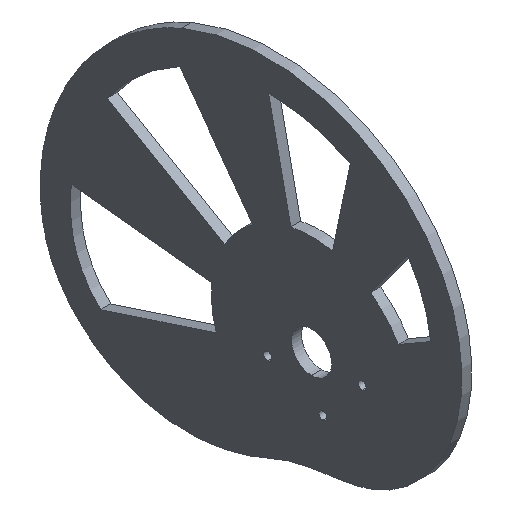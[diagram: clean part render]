
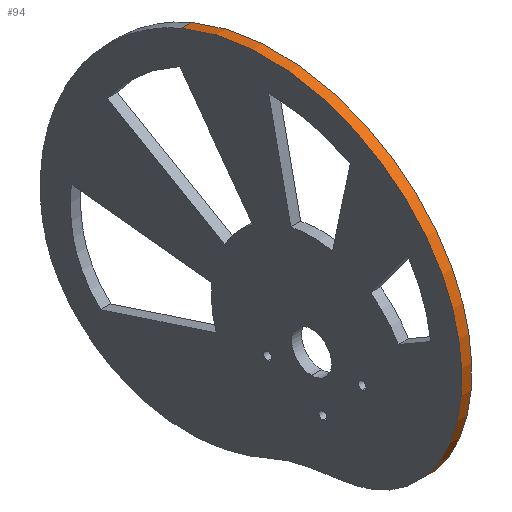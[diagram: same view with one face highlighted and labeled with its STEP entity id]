
A CAD part, isometric view. The second image highlights one B-rep face of the part: STEP entity #94.
In plain terms, the highlighted free-form (B-spline) face has degree [3, 1] with [10, 2] control points.
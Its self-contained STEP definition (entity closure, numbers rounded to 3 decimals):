
#35 = CARTESIAN_POINT ( 'NONE',  ( 0., -102.858, 137.313 ) ) ;
#39 = CARTESIAN_POINT ( 'NONE',  ( 5., -102.858, 137.313 ) ) ;
#45 = ORIENTED_EDGE ( 'NONE', *, *, #845, .F. ) ;
#51 = CARTESIAN_POINT ( 'NONE',  ( 5., -237.516, 101.193 ) ) ;
#66 = CARTESIAN_POINT ( 'NONE',  ( 0., -199.586, -16.74 ) ) ;
#68 = CARTESIAN_POINT ( 'NONE',  ( 5., -102.858, 137.313 ) ) ;
#69 = CARTESIAN_POINT ( 'NONE',  ( 5., -199.586, -16.74 ) ) ;
#74 = CARTESIAN_POINT ( 'NONE',  ( 5., -246.447, 47.293 ) ) ;
#86 = CARTESIAN_POINT ( 'NONE',  ( 0., -102.858, 137.313 ) ) ;
#91 = VERTEX_POINT ( 'NONE', #923 ) ;
#94 = ADVANCED_FACE ( 'NONE', ( #307 ), #224, .F. ) ;
#137 = CARTESIAN_POINT ( 'NONE',  ( 5., -108.652, 139.802 ) ) ;
#144 = CARTESIAN_POINT ( 'NONE',  ( 0., -136.637, 149.096 ) ) ;
#163 = EDGE_CURVE ( 'NONE', #522, #174, #685, .T. ) ;
#174 = VERTEX_POINT ( 'NONE', #86 ) ;
#219 = CARTESIAN_POINT ( 'NONE',  ( 0., -189.325, 144.546 ) ) ;
#223 = CARTESIAN_POINT ( 'NONE',  ( 5., -229.845, 5.888 ) ) ;
#224 = B_SPLINE_SURFACE_WITH_KNOTS ( 'NONE', 3, 1, ( 
 ( #39, #35 ),
 ( #137, #388 ),
 ( #1121, #144 ),
 ( #654, #219 ),
 ( #51, #750 ),
 ( #1019, #734 ),
 ( #223, #742 ),
 ( #1089, #746 ),
 ( #403, #230 ),
 ( #324, #929 ) ),
 .UNSPECIFIED., .F., .F., .F.,
 ( 4, 1, 1, 1, 1, 1, 1, 4 ),
 ( 2, 2 ),
 ( 0.5, 0.531, 0.642, 0.741, 0.825, 0.894, 0.951, 1. ),
 ( 0., 1. ),
 .UNSPECIFIED. ) ;
#230 = CARTESIAN_POINT ( 'NONE',  ( 0., -177.666, -18.413 ) ) ;
#235 = CARTESIAN_POINT ( 'NONE',  ( 0., -246.447, 47.293 ) ) ;
#238 = CARTESIAN_POINT ( 'NONE',  ( 5., -167.691, -19.985 ) ) ;
#245 = CARTESIAN_POINT ( 'NONE',  ( 5., -108.652, 139.802 ) ) ;
#259 = CARTESIAN_POINT ( 'NONE',  ( 5., -229.845, 5.888 ) ) ;
#307 = FACE_OUTER_BOUND ( 'NONE', #837, .T. ) ;
#316 = VECTOR ( 'NONE', #1042, 1000. ) ;
#324 = CARTESIAN_POINT ( 'NONE',  ( 5., -167.691, -19.985 ) ) ;
#334 = CARTESIAN_POINT ( 'NONE',  ( 0., -189.325, 144.546 ) ) ;
#388 = CARTESIAN_POINT ( 'NONE',  ( 0., -108.652, 139.802 ) ) ;
#403 = CARTESIAN_POINT ( 'NONE',  ( 5., -177.666, -18.413 ) ) ;
#427 = CARTESIAN_POINT ( 'NONE',  ( 0., -136.637, 149.096 ) ) ;
#495 = CARTESIAN_POINT ( 'NONE',  ( 5., -237.516, 101.193 ) ) ;
#509 = CARTESIAN_POINT ( 'NONE',  ( 5., -136.637, 149.096 ) ) ;
#522 = VERTEX_POINT ( 'NONE', #1070 ) ;
#578 = CARTESIAN_POINT ( 'NONE',  ( 0., -108.652, 139.802 ) ) ;
#586 = B_SPLINE_CURVE_WITH_KNOTS ( 'NONE', 3,
 ( #607, #245, #509, #675, #495, #74, #259, #69, #843, #1043 ),
 .UNSPECIFIED., .F., .F.,
 ( 4, 1, 1, 1, 1, 1, 1, 4 ),
 ( 0.5, 0.531, 0.642, 0.741, 0.825, 0.894, 0.951, 1. ),
 .UNSPECIFIED. ) ;
#601 = B_SPLINE_CURVE_WITH_KNOTS ( 'NONE', 3,
 ( #1025, #578, #427, #334, #952, #235, #678, #66, #859, #865 ),
 .UNSPECIFIED., .F., .F.,
 ( 4, 1, 1, 1, 1, 1, 1, 4 ),
 ( 0.5, 0.531, 0.642, 0.741, 0.825, 0.894, 0.951, 1. ),
 .UNSPECIFIED. ) ;
#607 = CARTESIAN_POINT ( 'NONE',  ( 5., -102.858, 137.313 ) ) ;
#637 = EDGE_CURVE ( 'NONE', #174, #91, #601, .T. ) ;
#654 = CARTESIAN_POINT ( 'NONE',  ( 5., -189.325, 144.546 ) ) ;
#675 = CARTESIAN_POINT ( 'NONE',  ( 5., -189.325, 144.546 ) ) ;
#678 = CARTESIAN_POINT ( 'NONE',  ( 0., -229.845, 5.888 ) ) ;
#685 = LINE ( 'NONE', #68, #316 ) ;
#734 = CARTESIAN_POINT ( 'NONE',  ( 0., -246.447, 47.293 ) ) ;
#742 = CARTESIAN_POINT ( 'NONE',  ( 0., -229.845, 5.888 ) ) ;
#746 = CARTESIAN_POINT ( 'NONE',  ( 0., -199.586, -16.74 ) ) ;
#750 = CARTESIAN_POINT ( 'NONE',  ( 0., -237.516, 101.193 ) ) ;
#800 = DIRECTION ( 'NONE',  ( -1., 0., 0. ) ) ;
#837 = EDGE_LOOP ( 'NONE', ( #852, #999, #847, #45 ) ) ;
#843 = CARTESIAN_POINT ( 'NONE',  ( 5., -177.666, -18.413 ) ) ;
#845 = EDGE_CURVE ( 'NONE', #1128, #91, #1052, .T. ) ;
#847 = ORIENTED_EDGE ( 'NONE', *, *, #637, .T. ) ;
#852 = ORIENTED_EDGE ( 'NONE', *, *, #1122, .F. ) ;
#859 = CARTESIAN_POINT ( 'NONE',  ( 0., -177.666, -18.413 ) ) ;
#865 = CARTESIAN_POINT ( 'NONE',  ( 0., -167.691, -19.985 ) ) ;
#923 = CARTESIAN_POINT ( 'NONE',  ( 0., -167.691, -19.985 ) ) ;
#929 = CARTESIAN_POINT ( 'NONE',  ( 0., -167.691, -19.985 ) ) ;
#952 = CARTESIAN_POINT ( 'NONE',  ( 0., -237.516, 101.193 ) ) ;
#999 = ORIENTED_EDGE ( 'NONE', *, *, #163, .T. ) ;
#1013 = VECTOR ( 'NONE', #800, 1000. ) ;
#1019 = CARTESIAN_POINT ( 'NONE',  ( 5., -246.447, 47.293 ) ) ;
#1025 = CARTESIAN_POINT ( 'NONE',  ( 0., -102.858, 137.313 ) ) ;
#1042 = DIRECTION ( 'NONE',  ( -1., 0., 0. ) ) ;
#1043 = CARTESIAN_POINT ( 'NONE',  ( 5., -167.691, -19.985 ) ) ;
#1052 = LINE ( 'NONE', #1073, #1013 ) ;
#1070 = CARTESIAN_POINT ( 'NONE',  ( 5., -102.858, 137.313 ) ) ;
#1073 = CARTESIAN_POINT ( 'NONE',  ( 5., -167.691, -19.985 ) ) ;
#1089 = CARTESIAN_POINT ( 'NONE',  ( 5., -199.586, -16.74 ) ) ;
#1121 = CARTESIAN_POINT ( 'NONE',  ( 5., -136.637, 149.096 ) ) ;
#1122 = EDGE_CURVE ( 'NONE', #522, #1128, #586, .T. ) ;
#1128 = VERTEX_POINT ( 'NONE', #238 ) ;
